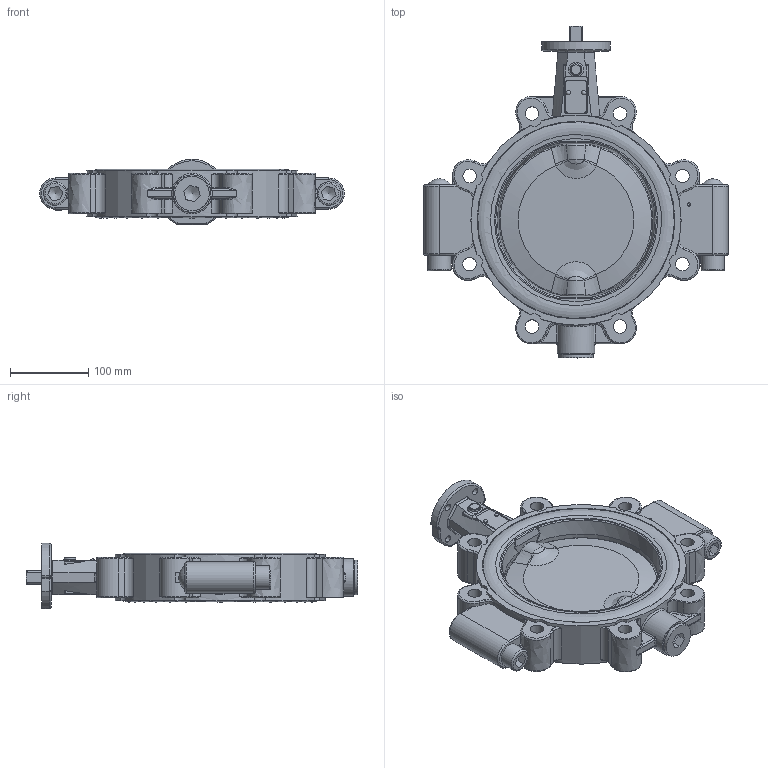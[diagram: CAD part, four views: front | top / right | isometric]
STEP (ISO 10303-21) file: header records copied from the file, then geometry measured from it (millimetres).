
FILE_DESCRIPTION((''),'2;1');
FILE_NAME('Z614-A DN200.stp','2007-10-02T09:15:24',('hellwig'),(''),'Autodesk Inventor 11','Autodesk Inventor 11','');
FILE_SCHEMA(('AUTOMOTIVE_DESIGN { 1 0 10303 214 1 1 1 1 }'));
Length unit declared in the file: millimetre
Products named in the file (1): Bauteil3
Bounding box: 390 x 425 x 84 mm (x, y, z)
Volume: 3201220.3 mm3; surface area: 467167 mm2
Topology: 1 solids, 18 shells, 1050 faces, 2750 edges, 1761 vertices
Faces by surface type: bspline 342, plane 333, cylinder 237, torus 82, cone 45, sphere 11
Full cylindrical faces by diameter (mm): 2.5 x1, 3 x2, 3.2 x2, 17.294 x2, 20 x2, 22 x3, 22.18 x3, 23 x1, 29.95 x3, 30 x4, 36.376 x2, 38.3 x1, 43.9 x1, 44 x1, 48 x1, 213.9 x1, 245 x1, 245.9 x1, 252.9 x1, 253 x1
Entity records: 43531 total; most frequent: CARTESIAN_POINT 20434, ORIENTED_EDGE 5118, DIRECTION 4054, EDGE_CURVE 2559, VERTEX_POINT 1696, AXIS2_PLACEMENT_3D 1496, EDGE_LOOP 1257, VECTOR 1062
